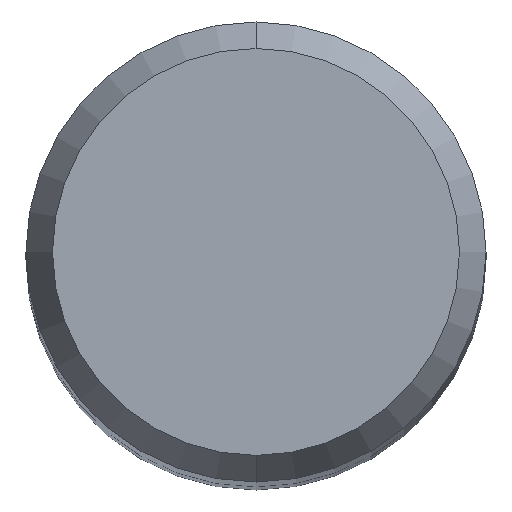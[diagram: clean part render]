
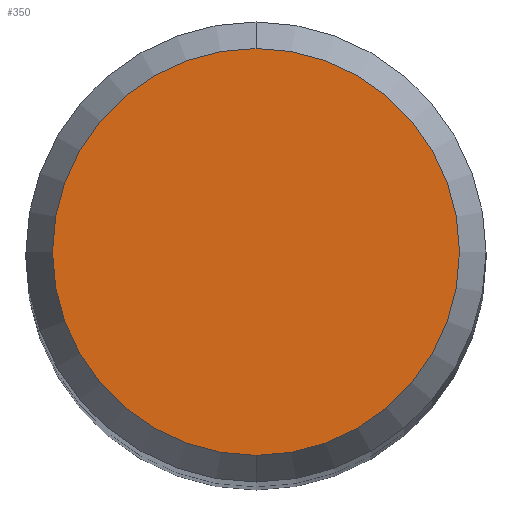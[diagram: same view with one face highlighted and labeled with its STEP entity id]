
A CAD part, top view. The second image highlights one B-rep face of the part: STEP entity #350.
In plain terms, the highlighted planar face has unit normal (0, 0, 1).
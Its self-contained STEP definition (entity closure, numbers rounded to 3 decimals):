
#230=VERTEX_POINT('',#487);
#238=VERTEX_POINT('',#495);
#280=EDGE_CURVE('',#238,#230,#542,.T.);
#308=EDGE_CURVE('',#230,#238,#573,.T.);
#350=ADVANCED_FACE('',(#621),#622,.T.);
#487=CARTESIAN_POINT('',(0.0,4.423,0.0));
#495=CARTESIAN_POINT('',(0.,-4.423,0.0));
#542=CIRCLE('',#947,4.423);
#573=CIRCLE('',#1029,4.423);
#621=FACE_OUTER_BOUND('',#1197,.T.);
#622=PLANE('',#1198);
#947=AXIS2_PLACEMENT_3D('',#1378,#1379,#1380);
#1029=AXIS2_PLACEMENT_3D('',#1423,#1424,#1425);
#1197=EDGE_LOOP('',(#1497,#1498));
#1198=AXIS2_PLACEMENT_3D('',#1499,#1500,#1501);
#1378=CARTESIAN_POINT('',(0.0,0.0,0.0));
#1379=DIRECTION('',(0.0,0.0,-1.0));
#1380=DIRECTION('',(0.0,1.0,0.0));
#1423=CARTESIAN_POINT('',(0.0,0.0,0.0));
#1424=DIRECTION('',(0.0,0.0,-1.0));
#1425=DIRECTION('',(0.0,1.0,0.0));
#1497=ORIENTED_EDGE('',*,*,#308,.F.);
#1498=ORIENTED_EDGE('',*,*,#280,.F.);
#1499=CARTESIAN_POINT('',(0.0,2.211,0.0));
#1500=DIRECTION('',(-0.0,0.0,1.0));
#1501=DIRECTION('',(0.0,-1.0,0.0));
